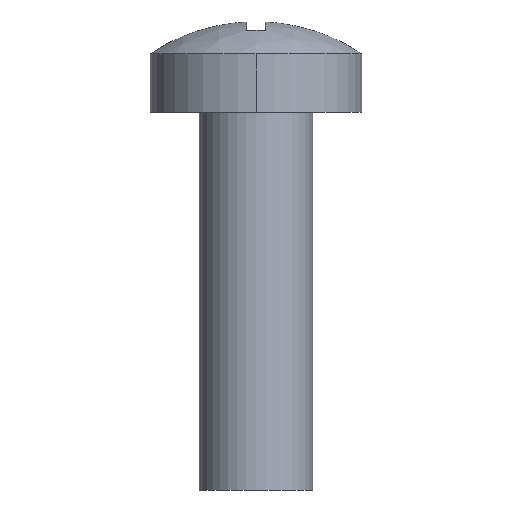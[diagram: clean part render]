
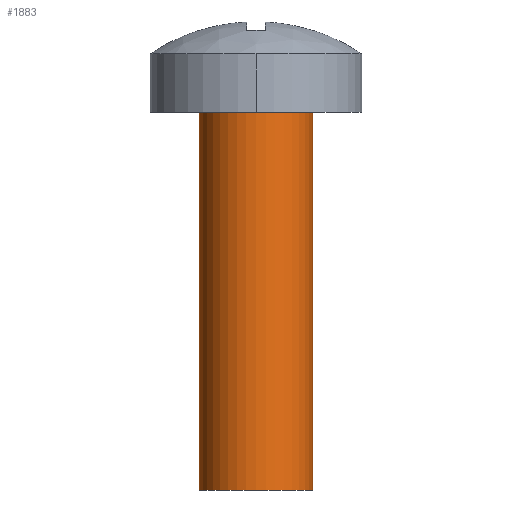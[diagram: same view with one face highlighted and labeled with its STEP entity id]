
A CAD part, front view. The second image highlights one B-rep face of the part: STEP entity #1883.
In plain terms, the highlighted cylindrical face has radius 1.501 mm (diameter 3.002 mm), a full revolution.
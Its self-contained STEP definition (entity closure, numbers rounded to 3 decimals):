
#281 = PLANE('',#282);
#282 = AXIS2_PLACEMENT_3D('',#283,#284,#285);
#283 = CARTESIAN_POINT('',(0.,-1.4,0.));
#284 = DIRECTION('',(0.,0.,-1.));
#285 = DIRECTION('',(0.,-1.,0.));
#1256 = EDGE_CURVE('',#1257,#1257,#1259,.T.);
#1257 = VERTEX_POINT('',#1258);
#1258 = CARTESIAN_POINT('',(1.501,0.,0.));
#1259 = SURFACE_CURVE('',#1260,(#1265,#1276),.PCURVE_S1.);
#1260 = CIRCLE('',#1261,1.501);
#1261 = AXIS2_PLACEMENT_3D('',#1262,#1263,#1264);
#1262 = CARTESIAN_POINT('',(0.,0.,0.));
#1263 = DIRECTION('',(0.,0.,1.));
#1264 = DIRECTION('',(1.,0.,0.));
#1265 = PCURVE('',#281,#1266);
#1266 = DEFINITIONAL_REPRESENTATION('',(#1267),#1275);
#1267 = ( BOUNDED_CURVE() B_SPLINE_CURVE(2,(#1268,#1269,#1270,#1271,
#1272,#1273,#1274),.UNSPECIFIED.,.F.,.F.) B_SPLINE_CURVE_WITH_KNOTS((1,2
    ,2,2,2,1),(-2.094,0.,2.094,4.189,
6.283,8.378),.UNSPECIFIED.) CURVE() 
GEOMETRIC_REPRESENTATION_ITEM() RATIONAL_B_SPLINE_CURVE((1.,0.5,1.,0.5,
1.,0.5,1.)) REPRESENTATION_ITEM('') );
#1268 = CARTESIAN_POINT('',(-1.4,-1.501));
#1269 = CARTESIAN_POINT('',(-4.,-1.501));
#1270 = CARTESIAN_POINT('',(-2.7,0.751));
#1271 = CARTESIAN_POINT('',(-1.4,3.002));
#1272 = CARTESIAN_POINT('',(-0.1,0.751));
#1273 = CARTESIAN_POINT('',(1.2,-1.501));
#1274 = CARTESIAN_POINT('',(-1.4,-1.501));
#1275 = ( GEOMETRIC_REPRESENTATION_CONTEXT(2) 
PARAMETRIC_REPRESENTATION_CONTEXT() REPRESENTATION_CONTEXT('2D SPACE',''
  ) );
#1276 = PCURVE('',#1277,#1282);
#1277 = CYLINDRICAL_SURFACE('',#1278,1.501);
#1278 = AXIS2_PLACEMENT_3D('',#1279,#1280,#1281);
#1279 = CARTESIAN_POINT('',(0.,0.,-10.));
#1280 = DIRECTION('',(-0.,-0.,-1.));
#1281 = DIRECTION('',(1.,0.,0.));
#1282 = DEFINITIONAL_REPRESENTATION('',(#1283),#1287);
#1283 = LINE('',#1284,#1285);
#1284 = CARTESIAN_POINT('',(-0.,-10.));
#1285 = VECTOR('',#1286,1.);
#1286 = DIRECTION('',(-1.,0.));
#1287 = ( GEOMETRIC_REPRESENTATION_CONTEXT(2) 
PARAMETRIC_REPRESENTATION_CONTEXT() REPRESENTATION_CONTEXT('2D SPACE',''
  ) );
#1883 = ADVANCED_FACE('',(#1884),#1277,.T.);
#1884 = FACE_BOUND('',#1885,.F.);
#1885 = EDGE_LOOP('',(#1886,#1919,#1940,#1941));
#1886 = ORIENTED_EDGE('',*,*,#1887,.F.);
#1887 = EDGE_CURVE('',#1888,#1888,#1890,.T.);
#1888 = VERTEX_POINT('',#1889);
#1889 = CARTESIAN_POINT('',(1.501,0.,-10.));
#1890 = SURFACE_CURVE('',#1891,(#1896,#1903),.PCURVE_S1.);
#1891 = CIRCLE('',#1892,1.501);
#1892 = AXIS2_PLACEMENT_3D('',#1893,#1894,#1895);
#1893 = CARTESIAN_POINT('',(0.,0.,-10.));
#1894 = DIRECTION('',(0.,0.,1.));
#1895 = DIRECTION('',(1.,0.,0.));
#1896 = PCURVE('',#1277,#1897);
#1897 = DEFINITIONAL_REPRESENTATION('',(#1898),#1902);
#1898 = LINE('',#1899,#1900);
#1899 = CARTESIAN_POINT('',(-0.,0.));
#1900 = VECTOR('',#1901,1.);
#1901 = DIRECTION('',(-1.,0.));
#1902 = ( GEOMETRIC_REPRESENTATION_CONTEXT(2) 
PARAMETRIC_REPRESENTATION_CONTEXT() REPRESENTATION_CONTEXT('2D SPACE',''
  ) );
#1903 = PCURVE('',#1904,#1909);
#1904 = PLANE('',#1905);
#1905 = AXIS2_PLACEMENT_3D('',#1906,#1907,#1908);
#1906 = CARTESIAN_POINT('',(1.501,0.,-10.));
#1907 = DIRECTION('',(0.,0.,-1.));
#1908 = DIRECTION('',(-1.,0.,0.));
#1909 = DEFINITIONAL_REPRESENTATION('',(#1910),#1918);
#1910 = ( BOUNDED_CURVE() B_SPLINE_CURVE(2,(#1911,#1912,#1913,#1914,
#1915,#1916,#1917),.UNSPECIFIED.,.F.,.F.) B_SPLINE_CURVE_WITH_KNOTS((1,2
    ,2,2,2,1),(-2.094,0.,2.094,4.189,
6.283,8.378),.UNSPECIFIED.) CURVE() 
GEOMETRIC_REPRESENTATION_ITEM() RATIONAL_B_SPLINE_CURVE((1.,0.5,1.,0.5,
1.,0.5,1.)) REPRESENTATION_ITEM('') );
#1911 = CARTESIAN_POINT('',(0.,0.));
#1912 = CARTESIAN_POINT('',(0.,2.6));
#1913 = CARTESIAN_POINT('',(2.252,1.3));
#1914 = CARTESIAN_POINT('',(4.503,0.));
#1915 = CARTESIAN_POINT('',(2.252,-1.3));
#1916 = CARTESIAN_POINT('',(0.,-2.6));
#1917 = CARTESIAN_POINT('',(0.,0.));
#1918 = ( GEOMETRIC_REPRESENTATION_CONTEXT(2) 
PARAMETRIC_REPRESENTATION_CONTEXT() REPRESENTATION_CONTEXT('2D SPACE',''
  ) );
#1919 = ORIENTED_EDGE('',*,*,#1920,.T.);
#1920 = EDGE_CURVE('',#1888,#1257,#1921,.T.);
#1921 = SEAM_CURVE('',#1922,(#1926,#1933),.PCURVE_S1.);
#1922 = LINE('',#1923,#1924);
#1923 = CARTESIAN_POINT('',(1.501,0.,-10.));
#1924 = VECTOR('',#1925,1.);
#1925 = DIRECTION('',(0.,0.,1.));
#1926 = PCURVE('',#1277,#1927);
#1927 = DEFINITIONAL_REPRESENTATION('',(#1928),#1932);
#1928 = LINE('',#1929,#1930);
#1929 = CARTESIAN_POINT('',(-6.283,0.));
#1930 = VECTOR('',#1931,1.);
#1931 = DIRECTION('',(-0.,-1.));
#1932 = ( GEOMETRIC_REPRESENTATION_CONTEXT(2) 
PARAMETRIC_REPRESENTATION_CONTEXT() REPRESENTATION_CONTEXT('2D SPACE',''
  ) );
#1933 = PCURVE('',#1277,#1934);
#1934 = DEFINITIONAL_REPRESENTATION('',(#1935),#1939);
#1935 = LINE('',#1936,#1937);
#1936 = CARTESIAN_POINT('',(-0.,0.));
#1937 = VECTOR('',#1938,1.);
#1938 = DIRECTION('',(-0.,-1.));
#1939 = ( GEOMETRIC_REPRESENTATION_CONTEXT(2) 
PARAMETRIC_REPRESENTATION_CONTEXT() REPRESENTATION_CONTEXT('2D SPACE',''
  ) );
#1940 = ORIENTED_EDGE('',*,*,#1256,.T.);
#1941 = ORIENTED_EDGE('',*,*,#1920,.F.);
